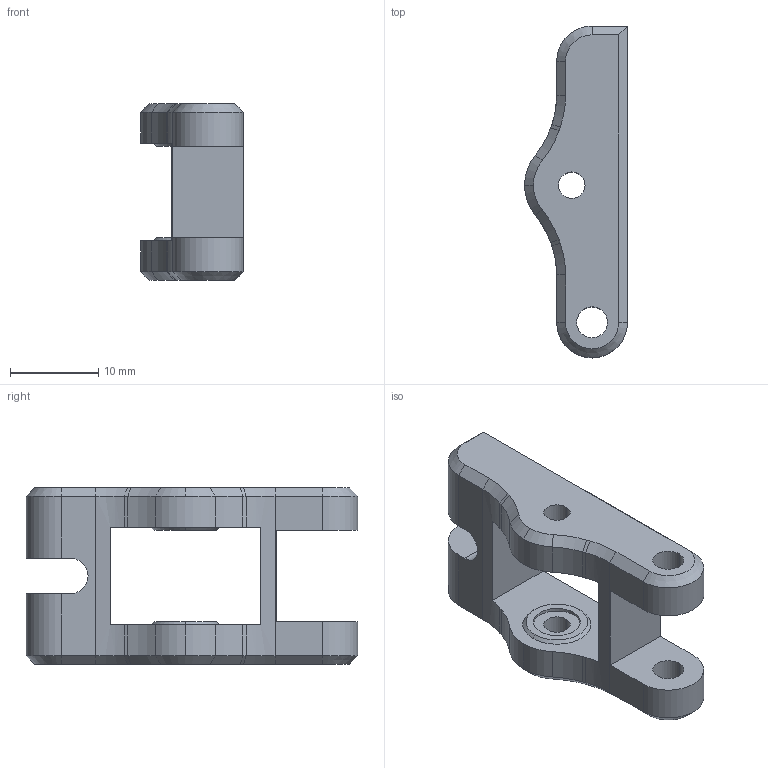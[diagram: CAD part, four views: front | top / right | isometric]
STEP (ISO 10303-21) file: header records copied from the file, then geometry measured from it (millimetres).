
FILE_DESCRIPTION (( 'STEP AP203' ), '1' );
FILE_NAME ('Eje X - Tensor Correa.STEP', '2015-09-07T08:44:48', ( 'Motherfocka' ), ( '' ), 'SwSTEP 2.0', 'SolidWorks 2014', '' );
FILE_SCHEMA (( 'CONFIG_CONTROL_DESIGN' ));
Length unit declared in the file: millimetre
Products named in the file (1): Eje X - Tensor Correa
Bounding box: 11.64 x 37.5 x 20 mm (x, y, z)
Volume: 3428.5 mm3; surface area: 2599.9 mm2
Topology: 1 solids, 1 shells, 85 faces, 217 edges, 136 vertices
Faces by surface type: plane 42, cylinder 24, cone 19
Entity records: 2656 total; most frequent: DIRECTION 465, CARTESIAN_POINT 439, ORIENTED_EDGE 434, EDGE_CURVE 217, AXIS2_PLACEMENT_3D 162, LINE 141, VECTOR 141, VERTEX_POINT 136
